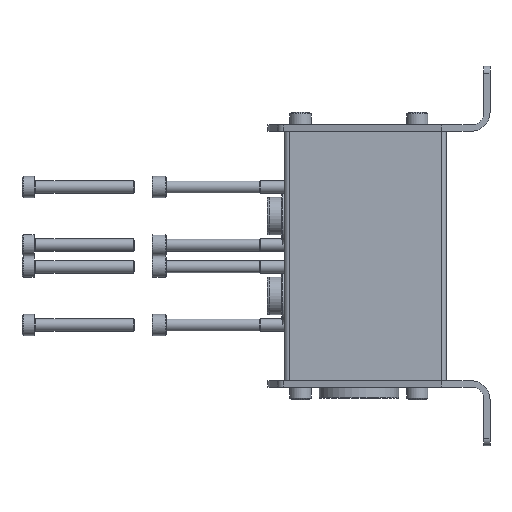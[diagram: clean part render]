
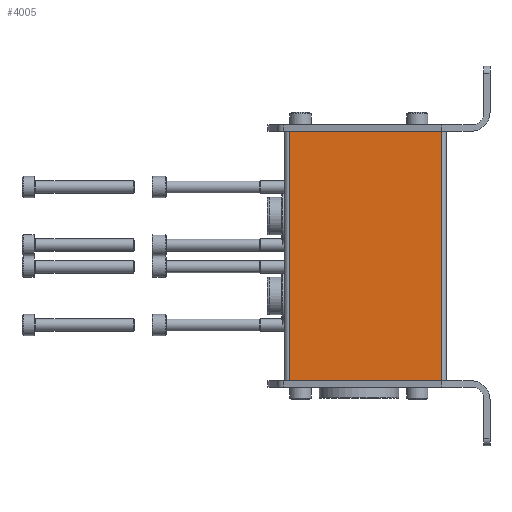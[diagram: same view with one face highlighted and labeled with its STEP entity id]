
A CAD part, left-side view. The second image highlights one B-rep face of the part: STEP entity #4005.
In plain terms, the highlighted planar face has unit normal (-1, 0, 0).
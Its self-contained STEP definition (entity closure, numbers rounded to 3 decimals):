
#204=LINE('',#6331,#442);
#205=LINE('',#6334,#443);
#206=LINE('',#6336,#444);
#207=LINE('',#6338,#445);
#442=VECTOR('',#4934,1000.);
#443=VECTOR('',#4935,1000.);
#444=VECTOR('',#4936,1000.);
#445=VECTOR('',#4937,1000.);
#680=PLANE('',#4367);
#1063=ORIENTED_EDGE('',*,*,#2113,.F.);
#1064=ORIENTED_EDGE('',*,*,#2114,.F.);
#1065=ORIENTED_EDGE('',*,*,#2115,.T.);
#1066=ORIENTED_EDGE('',*,*,#2116,.T.);
#2113=EDGE_CURVE('',#2638,#2639,#204,.T.);
#2114=EDGE_CURVE('',#2640,#2638,#205,.T.);
#2115=EDGE_CURVE('',#2640,#2641,#206,.T.);
#2116=EDGE_CURVE('',#2641,#2639,#207,.T.);
#2638=VERTEX_POINT('',#6332);
#2639=VERTEX_POINT('',#6333);
#2640=VERTEX_POINT('',#6335);
#2641=VERTEX_POINT('',#6337);
#3057=EDGE_LOOP('',(#1063,#1064,#1065,#1066));
#3479=FACE_BOUND('',#3057,.T.);
#4005=ADVANCED_FACE('',(#3479),#680,.T.);
#4367=AXIS2_PLACEMENT_3D('',#6330,#4932,#4933);
#4932=DIRECTION('',(-1.,0.,0.));
#4933=DIRECTION('',(0.,0.,1.));
#4934=DIRECTION('',(0.,-1.,0.));
#4935=DIRECTION('',(0.,0.,1.));
#4936=DIRECTION('',(0.,-1.,0.));
#4937=DIRECTION('',(0.,0.,1.));
#6330=CARTESIAN_POINT('',(-17.,28.,-100.));
#6331=CARTESIAN_POINT('',(-17.,28.,0.));
#6332=CARTESIAN_POINT('',(-17.,28.,0.));
#6333=CARTESIAN_POINT('',(-17.,-33.,0.));
#6334=CARTESIAN_POINT('',(-17.,28.,-100.));
#6335=CARTESIAN_POINT('',(-17.,28.,-100.));
#6336=CARTESIAN_POINT('',(-17.,28.,-100.));
#6337=CARTESIAN_POINT('',(-17.,-33.,-100.));
#6338=CARTESIAN_POINT('',(-17.,-33.,-100.));
